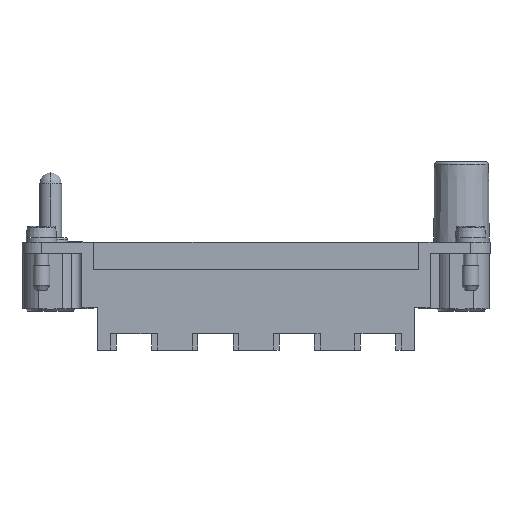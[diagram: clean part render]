
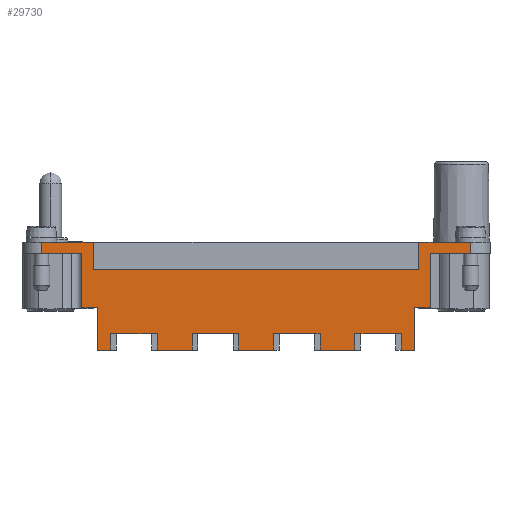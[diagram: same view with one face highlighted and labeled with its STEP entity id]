
A CAD part, front view. The second image highlights one B-rep face of the part: STEP entity #29730.
In plain terms, the highlighted face is planar.
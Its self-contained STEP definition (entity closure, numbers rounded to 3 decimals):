
#6530=CARTESIAN_POINT('',(8.788,24.057,-34.));
#6540=VERTEX_POINT('',#6530);
#6570=CARTESIAN_POINT('',(8.788,26.557,-34.));
#6580=DIRECTION('',(0.,-1.,0.));
#6590=VECTOR('',#6580,1.);
#6600=LINE('',#6570,#6590);
#6610=CARTESIAN_POINT('',(8.788,27.057,-34.));
#6620=VERTEX_POINT('',#6610);
#6630=EDGE_CURVE('',#6620,#6540,#6600,.T.);
#7800=CARTESIAN_POINT('',(65.398,43.557,-34.));
#7810=VERTEX_POINT('',#7800);
#7840=CARTESIAN_POINT('',(65.398,0.,-34.));
#7850=DIRECTION('',(0.,-1.,0.));
#7860=VECTOR('',#7850,1.);
#7870=LINE('',#7840,#7860);
#7880=CARTESIAN_POINT('',(65.398,41.557,-34.));
#7890=VERTEX_POINT('',#7880);
#7900=EDGE_CURVE('',#7810,#7890,#7870,.T.);
#8280=CARTESIAN_POINT('',(-4.802,31.757,-34.));
#8290=VERTEX_POINT('',#8280);
#8320=CARTESIAN_POINT('',(-4.802,0.,-34.));
#8330=DIRECTION('',(0.,1.,0.));
#8340=VECTOR('',#8330,1.);
#8350=LINE('',#8320,#8340);
#8360=CARTESIAN_POINT('',(-4.802,41.557,-34.));
#8370=VERTEX_POINT('',#8360);
#8380=EDGE_CURVE('',#8290,#8370,#8350,.T.);
#10510=CARTESIAN_POINT('',(-4.752,43.557,-34.));
#10520=DIRECTION('',(1.,0.,0.));
#10530=VECTOR('',#10520,1.);
#10540=LINE('',#10510,#10530);
#10550=CARTESIAN_POINT('',(56.048,43.557,-34.));
#10560=VERTEX_POINT('',#10550);
#10570=EDGE_CURVE('',#10560,#7810,#10540,.T.);
#20160=CARTESIAN_POINT('',(58.098,0.,-34.));
#20170=DIRECTION('',(0.,-1.,0.));
#20180=VECTOR('',#20170,1.);
#20190=LINE('',#20160,#20180);
#20200=CARTESIAN_POINT('',(58.098,41.557,-34.));
#20210=VERTEX_POINT('',#20200);
#20220=CARTESIAN_POINT('',(58.098,31.757,-34.));
#20230=VERTEX_POINT('',#20220);
#20240=EDGE_CURVE('',#20210,#20230,#20190,.T.);
#22960=CARTESIAN_POINT('',(-2.752,41.557,-34.));
#22970=DIRECTION('',(-1.,0.,0.));
#22980=VECTOR('',#22970,1.);
#22990=LINE('',#22960,#22980);
#23000=CARTESIAN_POINT('',(-12.102,41.557,-34.));
#23010=VERTEX_POINT('',#23000);
#23020=EDGE_CURVE('',#8370,#23010,#22990,.T.);
#24460=CARTESIAN_POINT('',(-12.102,0.,-34.));
#24470=DIRECTION('',(0.,-1.,0.));
#24480=VECTOR('',#24470,1.);
#24490=LINE('',#24460,#24480);
#24500=CARTESIAN_POINT('',(-12.102,43.557,-34.));
#24510=VERTEX_POINT('',#24500);
#24520=EDGE_CURVE('',#24510,#23010,#24490,.T.);
#27670=CARTESIAN_POINT('',(68.898,44.557,-34.));
#27680=DIRECTION('',(0.,0.,-1.));
#27690=DIRECTION('',(1.,0.,0.));
#27700=AXIS2_PLACEMENT_3D('',#27670,#27680,#27690);
#27710=PLANE('',#27700);
#27720=CARTESIAN_POINT('',(56.048,0.,-34.));
#27730=DIRECTION('',(0.,-1.,0.));
#27740=VECTOR('',#27730,1.);
#27750=LINE('',#27720,#27740);
#27760=CARTESIAN_POINT('',(56.048,38.557,-34.));
#27770=VERTEX_POINT('',#27760);
#27780=EDGE_CURVE('',#10560,#27770,#27750,.T.);
#27790=ORIENTED_EDGE('',*,*,#27780,.F.);
#27800=CARTESIAN_POINT('',(0.,38.557,-34.));
#27810=DIRECTION('',(-1.,0.,0.));
#27820=VECTOR('',#27810,1.);
#27830=LINE('',#27800,#27820);
#27840=CARTESIAN_POINT('',(-2.752,38.557,-34.));
#27850=VERTEX_POINT('',#27840);
#27860=EDGE_CURVE('',#27770,#27850,#27830,.T.);
#27870=ORIENTED_EDGE('',*,*,#27860,.F.);
#27880=CARTESIAN_POINT('',(-2.752,0.,-34.));
#27890=DIRECTION('',(0.,1.,0.));
#27900=VECTOR('',#27890,1.);
#27910=LINE('',#27880,#27900);
#27920=CARTESIAN_POINT('',(-2.752,43.557,-34.));
#27930=VERTEX_POINT('',#27920);
#27940=EDGE_CURVE('',#27850,#27930,#27910,.T.);
#27950=ORIENTED_EDGE('',*,*,#27940,.F.);
#27960=CARTESIAN_POINT('',(0.,43.557,-34.));
#27970=DIRECTION('',(1.,0.,0.));
#27980=VECTOR('',#27970,1.);
#27990=LINE('',#27960,#27980);
#28000=EDGE_CURVE('',#24510,#27930,#27990,.T.);
#28010=ORIENTED_EDGE('',*,*,#28000,.T.);
#28020=ORIENTED_EDGE('',*,*,#24520,.F.);
#28030=ORIENTED_EDGE('',*,*,#23020,.T.);
#28040=ORIENTED_EDGE('',*,*,#8380,.T.);
#28050=CARTESIAN_POINT('',(0.,31.757,-34.));
#28060=DIRECTION('',(-1.,0.,0.));
#28070=VECTOR('',#28060,1.);
#28080=LINE('',#28050,#28070);
#28090=CARTESIAN_POINT('',(-1.952,31.757,-34.));
#28100=VERTEX_POINT('',#28090);
#28110=EDGE_CURVE('',#28100,#8290,#28080,.T.);
#28120=ORIENTED_EDGE('',*,*,#28110,.T.);
#28130=CARTESIAN_POINT('',(-1.952,0.,-34.));
#28140=DIRECTION('',(0.,-1.,0.));
#28150=VECTOR('',#28140,1.);
#28160=LINE('',#28130,#28150);
#28170=CARTESIAN_POINT('',(-1.952,24.057,-34.));
#28180=VERTEX_POINT('',#28170);
#28190=EDGE_CURVE('',#28100,#28180,#28160,.T.);
#28200=ORIENTED_EDGE('',*,*,#28190,.F.);
#28210=CARTESIAN_POINT('',(0.,24.057,-34.));
#28220=DIRECTION('',(-1.,0.,0.));
#28230=VECTOR('',#28220,1.);
#28240=LINE('',#28210,#28230);
#28250=CARTESIAN_POINT('',(0.388,24.057,-34.));
#28260=VERTEX_POINT('',#28250);
#28270=EDGE_CURVE('',#28260,#28180,#28240,.T.);
#28280=ORIENTED_EDGE('',*,*,#28270,.T.);
#28290=CARTESIAN_POINT('',(0.388,26.557,-34.));
#28300=DIRECTION('',(0.,-1.,0.));
#28310=VECTOR('',#28300,1.);
#28320=LINE('',#28290,#28310);
#28330=CARTESIAN_POINT('',(0.388,27.057,-34.));
#28340=VERTEX_POINT('',#28330);
#28350=EDGE_CURVE('',#28340,#28260,#28320,.T.);
#28360=ORIENTED_EDGE('',*,*,#28350,.T.);
#28370=CARTESIAN_POINT('',(0.,27.057,-34.));
#28380=DIRECTION('',(1.,0.,0.));
#28390=VECTOR('',#28380,1.);
#28400=LINE('',#28370,#28390);
#28410=EDGE_CURVE('',#28340,#6620,#28400,.T.);
#28420=ORIENTED_EDGE('',*,*,#28410,.F.);
#28430=ORIENTED_EDGE('',*,*,#6630,.F.);
#28440=CARTESIAN_POINT('',(0.,24.057,-34.));
#28450=DIRECTION('',(-1.,0.,0.));
#28460=VECTOR('',#28450,1.);
#28470=LINE('',#28440,#28460);
#28480=CARTESIAN_POINT('',(15.088,24.057,-34.));
#28490=VERTEX_POINT('',#28480);
#28500=EDGE_CURVE('',#28490,#6540,#28470,.T.);
#28510=ORIENTED_EDGE('',*,*,#28500,.T.);
#28520=CARTESIAN_POINT('',(15.088,0.,-34.));
#28530=DIRECTION('',(0.,1.,0.));
#28540=VECTOR('',#28530,1.);
#28550=LINE('',#28520,#28540);
#28560=CARTESIAN_POINT('',(15.088,27.057,-34.));
#28570=VERTEX_POINT('',#28560);
#28580=EDGE_CURVE('',#28490,#28570,#28550,.T.);
#28590=ORIENTED_EDGE('',*,*,#28580,.F.);
#28600=CARTESIAN_POINT('',(0.,27.057,-34.));
#28610=DIRECTION('',(1.,0.,0.));
#28620=VECTOR('',#28610,1.);
#28630=LINE('',#28600,#28620);
#28640=CARTESIAN_POINT('',(23.488,27.057,-34.));
#28650=VERTEX_POINT('',#28640);
#28660=EDGE_CURVE('',#28570,#28650,#28630,.T.);
#28670=ORIENTED_EDGE('',*,*,#28660,.F.);
#28680=CARTESIAN_POINT('',(23.488,26.557,-34.));
#28690=DIRECTION('',(0.,-1.,0.));
#28700=VECTOR('',#28690,1.);
#28710=LINE('',#28680,#28700);
#28720=CARTESIAN_POINT('',(23.488,24.057,-34.));
#28730=VERTEX_POINT('',#28720);
#28740=EDGE_CURVE('',#28650,#28730,#28710,.T.);
#28750=ORIENTED_EDGE('',*,*,#28740,.F.);
#28760=CARTESIAN_POINT('',(0.,24.057,-34.));
#28770=DIRECTION('',(-1.,0.,0.));
#28780=VECTOR('',#28770,1.);
#28790=LINE('',#28760,#28780);
#28800=CARTESIAN_POINT('',(29.788,24.057,-34.));
#28810=VERTEX_POINT('',#28800);
#28820=EDGE_CURVE('',#28810,#28730,#28790,.T.);
#28830=ORIENTED_EDGE('',*,*,#28820,.T.);
#28840=CARTESIAN_POINT('',(29.788,0.,-34.));
#28850=DIRECTION('',(0.,1.,0.));
#28860=VECTOR('',#28850,1.);
#28870=LINE('',#28840,#28860);
#28880=CARTESIAN_POINT('',(29.788,27.057,-34.));
#28890=VERTEX_POINT('',#28880);
#28900=EDGE_CURVE('',#28810,#28890,#28870,.T.);
#28910=ORIENTED_EDGE('',*,*,#28900,.F.);
#28920=CARTESIAN_POINT('',(0.,27.057,-34.));
#28930=DIRECTION('',(1.,0.,0.));
#28940=VECTOR('',#28930,1.);
#28950=LINE('',#28920,#28940);
#28960=CARTESIAN_POINT('',(38.188,27.057,-34.));
#28970=VERTEX_POINT('',#28960);
#28980=EDGE_CURVE('',#28890,#28970,#28950,.T.);
#28990=ORIENTED_EDGE('',*,*,#28980,.F.);
#29000=CARTESIAN_POINT('',(38.188,0.,-34.));
#29010=DIRECTION('',(0.,-1.,0.));
#29020=VECTOR('',#29010,1.);
#29030=LINE('',#29000,#29020);
#29040=CARTESIAN_POINT('',(38.188,24.057,-34.));
#29050=VERTEX_POINT('',#29040);
#29060=EDGE_CURVE('',#28970,#29050,#29030,.T.);
#29070=ORIENTED_EDGE('',*,*,#29060,.F.);
#29080=CARTESIAN_POINT('',(0.,24.057,-34.));
#29090=DIRECTION('',(-1.,0.,0.));
#29100=VECTOR('',#29090,1.);
#29110=LINE('',#29080,#29100);
#29120=CARTESIAN_POINT('',(44.488,24.057,-34.));
#29130=VERTEX_POINT('',#29120);
#29140=EDGE_CURVE('',#29130,#29050,#29110,.T.);
#29150=ORIENTED_EDGE('',*,*,#29140,.T.);
#29160=CARTESIAN_POINT('',(44.488,0.,-34.));
#29170=DIRECTION('',(0.,1.,0.));
#29180=VECTOR('',#29170,1.);
#29190=LINE('',#29160,#29180);
#29200=CARTESIAN_POINT('',(44.488,27.057,-34.));
#29210=VERTEX_POINT('',#29200);
#29220=EDGE_CURVE('',#29130,#29210,#29190,.T.);
#29230=ORIENTED_EDGE('',*,*,#29220,.F.);
#29240=CARTESIAN_POINT('',(0.,27.057,-34.));
#29250=DIRECTION('',(1.,0.,0.));
#29260=VECTOR('',#29250,1.);
#29270=LINE('',#29240,#29260);
#29280=CARTESIAN_POINT('',(52.888,27.057,-34.));
#29290=VERTEX_POINT('',#29280);
#29300=EDGE_CURVE('',#29210,#29290,#29270,.T.);
#29310=ORIENTED_EDGE('',*,*,#29300,.F.);
#29320=CARTESIAN_POINT('',(52.888,0.,-34.));
#29330=DIRECTION('',(0.,-1.,0.));
#29340=VECTOR('',#29330,1.);
#29350=LINE('',#29320,#29340);
#29360=CARTESIAN_POINT('',(52.888,24.057,-34.));
#29370=VERTEX_POINT('',#29360);
#29380=EDGE_CURVE('',#29290,#29370,#29350,.T.);
#29390=ORIENTED_EDGE('',*,*,#29380,.F.);
#29400=CARTESIAN_POINT('',(0.,24.057,-34.));
#29410=DIRECTION('',(-1.,0.,0.));
#29420=VECTOR('',#29410,1.);
#29430=LINE('',#29400,#29420);
#29440=CARTESIAN_POINT('',(55.248,24.057,-34.));
#29450=VERTEX_POINT('',#29440);
#29460=EDGE_CURVE('',#29450,#29370,#29430,.T.);
#29470=ORIENTED_EDGE('',*,*,#29460,.T.);
#29480=CARTESIAN_POINT('',(55.248,0.,-34.));
#29490=DIRECTION('',(0.,1.,0.));
#29500=VECTOR('',#29490,1.);
#29510=LINE('',#29480,#29500);
#29520=CARTESIAN_POINT('',(55.248,31.757,-34.));
#29530=VERTEX_POINT('',#29520);
#29540=EDGE_CURVE('',#29450,#29530,#29510,.T.);
#29550=ORIENTED_EDGE('',*,*,#29540,.F.);
#29560=CARTESIAN_POINT('',(0.,31.757,-34.));
#29570=DIRECTION('',(-1.,0.,0.));
#29580=VECTOR('',#29570,1.);
#29590=LINE('',#29560,#29580);
#29600=EDGE_CURVE('',#20230,#29530,#29590,.T.);
#29610=ORIENTED_EDGE('',*,*,#29600,.T.);
#29620=ORIENTED_EDGE('',*,*,#20240,.T.);
#29630=CARTESIAN_POINT('',(56.048,41.557,-34.));
#29640=DIRECTION('',(1.,0.,0.));
#29650=VECTOR('',#29640,1.);
#29660=LINE('',#29630,#29650);
#29670=EDGE_CURVE('',#20210,#7890,#29660,.T.);
#29680=ORIENTED_EDGE('',*,*,#29670,.F.);
#29690=ORIENTED_EDGE('',*,*,#7900,.T.);
#29700=ORIENTED_EDGE('',*,*,#10570,.T.);
#29710=EDGE_LOOP('',(#29700,#29690,#29680,#29620,#29610,#29550,#29470,
#29390,#29310,#29230,#29150,#29070,#28990,#28910,#28830,#28750,#28670,
#28590,#28510,#28430,#28420,#28360,#28280,#28200,#28120,#28040,#28030,
#28020,#28010,#27950,#27870,#27790));
#29720=FACE_OUTER_BOUND('',#29710,.T.);
#29730=ADVANCED_FACE('',(#29720),#27710,.T.);
